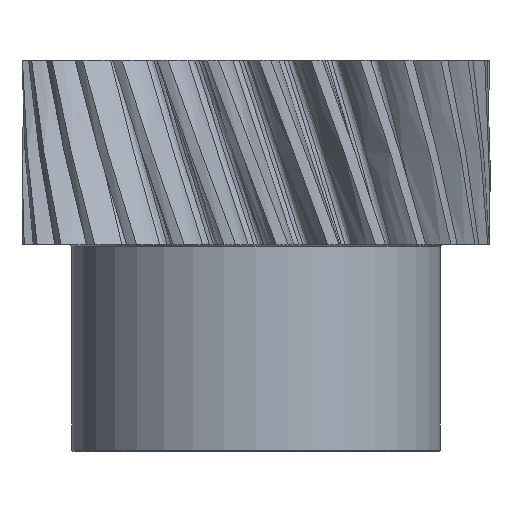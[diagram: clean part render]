
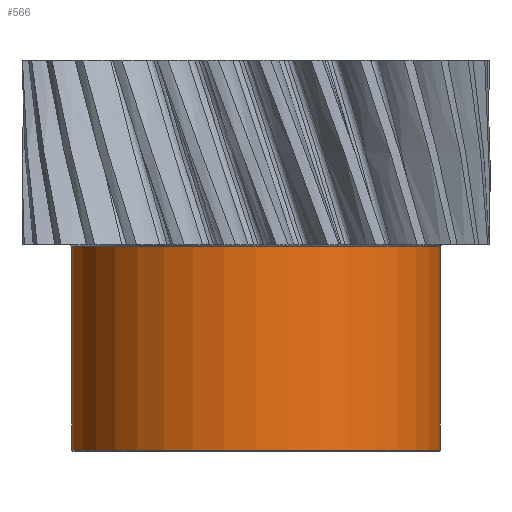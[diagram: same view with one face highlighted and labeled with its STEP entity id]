
A CAD part, front view. The second image highlights one B-rep face of the part: STEP entity #566.
In plain terms, the highlighted cylindrical face has radius 25 mm (diameter 50 mm), a partial arc.
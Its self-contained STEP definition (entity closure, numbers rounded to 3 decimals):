
#566=ADVANCED_FACE('NONE',(#1134),#1135,.T.);
#1134=FACE_OUTER_BOUND('',#11192,.T.);
#1135=CYLINDRICAL_SURFACE('',#11193,25.0);
#11192=EDGE_LOOP('',(#12556,#12557,#12558,#12559));
#11193=AXIS2_PLACEMENT_3D('',#12560,#12561,#12562);
#12556=ORIENTED_EDGE('',*,*,#12641,.F.);
#12557=ORIENTED_EDGE('',*,*,#13324,.T.);
#12558=ORIENTED_EDGE('',*,*,#12643,.T.);
#12559=ORIENTED_EDGE('',*,*,#12620,.T.);
#12560=CARTESIAN_POINT('',(0.0,0.0,-28.0));
#12561=DIRECTION('',(0.0,0.0,-1.0));
#12562=DIRECTION('',(1.0,0.0,0.0));
#12620=EDGE_CURVE('NONE',#13351,#13349,#13352,.T.);
#12641=EDGE_CURVE('NONE',#13376,#13349,#13385,.T.);
#12643=EDGE_CURVE('NONE',#13378,#13351,#13387,.T.);
#13324=EDGE_CURVE('NONE',#13376,#13378,#14404,.T.);
#13349=VERTEX_POINT('NONE',#14456);
#13351=VERTEX_POINT('NONE',#14458);
#13352=CIRCLE('',#14459,25.0);
#13376=VERTEX_POINT('NONE',#14487);
#13378=VERTEX_POINT('NONE',#14490);
#13385=LINE('',#14500,#14501);
#13387=LINE('',#14503,#14504);
#14404=CIRCLE('',#18340,25.0);
#14456=CARTESIAN_POINT('',(-25.0,0.,-0.2));
#14458=CARTESIAN_POINT('',(25.0,0.0,-0.2));
#14459=AXIS2_PLACEMENT_3D('',#18362,#18363,#18364);
#14487=CARTESIAN_POINT('',(-25.0,0.,-27.8));
#14490=CARTESIAN_POINT('',(25.0,0.0,-27.8));
#14500=CARTESIAN_POINT('',(-25.0,0.,-28.0));
#14501=VECTOR('',#18394,1000.0);
#14503=CARTESIAN_POINT('',(25.0,0.0,-28.0));
#14504=VECTOR('',#18398,1000.0);
#18340=AXIS2_PLACEMENT_3D('',#18823,#18824,#18825);
#18362=CARTESIAN_POINT('',(0.0,0.0,-0.2));
#18363=DIRECTION('',(0.0,0.0,-1.0));
#18364=DIRECTION('',(1.0,0.0,0.0));
#18394=DIRECTION('',(0.0,0.0,1.0));
#18398=DIRECTION('',(0.0,0.0,1.0));
#18823=CARTESIAN_POINT('',(0.0,0.0,-27.8));
#18824=DIRECTION('',(0.0,-0.0,1.0));
#18825=DIRECTION('',(1.0,0.0,0.0));
